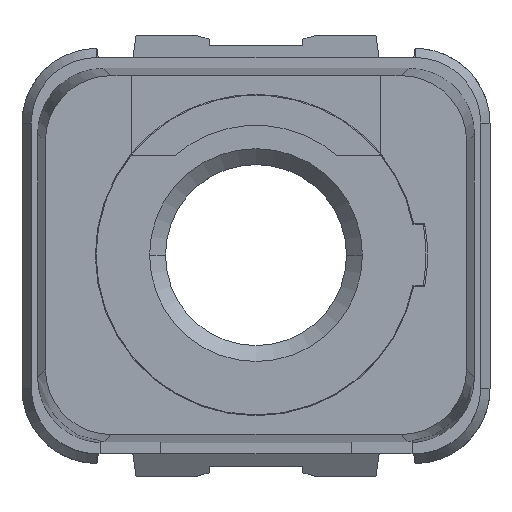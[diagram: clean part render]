
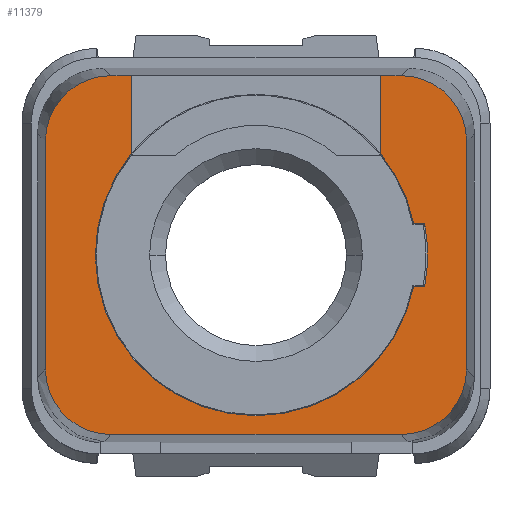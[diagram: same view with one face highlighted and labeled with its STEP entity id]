
A CAD part, top view. The second image highlights one B-rep face of the part: STEP entity #11379.
In plain terms, the highlighted planar face has unit normal (0, 0, 1).
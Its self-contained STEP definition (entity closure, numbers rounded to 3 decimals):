
#4063=DIRECTION('',(0.,-1.,0.));
#4064=VECTOR('',#4063,2.506);
#4065=CARTESIAN_POINT('',(4.,5.75,10.12));
#4066=LINE('',#4065,#4064);
#4067=DIRECTION('',(-1.,0.,0.));
#4068=VECTOR('',#4067,0.65);
#4069=CARTESIAN_POINT('',(4.65,5.75,10.12));
#4070=LINE('',#4069,#4068);
#4071=CARTESIAN_POINT('',(4.65,3.65,10.12));
#4072=DIRECTION('',(0.,0.,1.));
#4073=DIRECTION('',(1.,0.,0.));
#4074=AXIS2_PLACEMENT_3D('',#4071,#4072,#4073);
#4076=DIRECTION('',(0.,1.,0.));
#4077=VECTOR('',#4076,7.3);
#4078=CARTESIAN_POINT('',(6.75,-3.65,10.12));
#4079=LINE('',#4078,#4077);
#4080=CARTESIAN_POINT('',(4.65,-3.65,10.12));
#4081=DIRECTION('',(0.,0.,1.));
#4082=DIRECTION('',(0.,-1.,0.));
#4083=AXIS2_PLACEMENT_3D('',#4080,#4081,#4082);
#4085=DIRECTION('',(1.,0.,0.));
#4086=VECTOR('',#4085,9.3);
#4087=CARTESIAN_POINT('',(-4.65,-5.75,10.12));
#4088=LINE('',#4087,#4086);
#4089=CARTESIAN_POINT('',(-4.65,-3.65,10.12));
#4090=DIRECTION('',(0.,0.,1.));
#4091=DIRECTION('',(-1.,0.,0.));
#4092=AXIS2_PLACEMENT_3D('',#4089,#4090,#4091);
#4094=DIRECTION('',(0.,-1.,0.));
#4095=VECTOR('',#4094,7.3);
#4096=CARTESIAN_POINT('',(-6.75,3.65,10.12));
#4097=LINE('',#4096,#4095);
#4098=CARTESIAN_POINT('',(-4.65,3.65,10.12));
#4099=DIRECTION('',(0.,0.,1.));
#4100=DIRECTION('',(0.,1.,0.));
#4101=AXIS2_PLACEMENT_3D('',#4098,#4099,#4100);
#4103=DIRECTION('',(-1.,0.,0.));
#4104=VECTOR('',#4103,0.65);
#4105=CARTESIAN_POINT('',(-4.,5.75,10.12));
#4106=LINE('',#4105,#4104);
#4107=DIRECTION('',(0.,-1.,0.));
#4108=VECTOR('',#4107,2.506);
#4109=CARTESIAN_POINT('',(-4.,5.75,10.12));
#4110=LINE('',#4109,#4108);
#4111=CARTESIAN_POINT('',(0.,0.,10.12));
#4112=DIRECTION('',(0.,0.,1.));
#4113=DIRECTION('',(-0.777,0.63,0.));
#4114=AXIS2_PLACEMENT_3D('',#4111,#4112,#4113);
#4116=CARTESIAN_POINT('',(0.,0.,10.12));
#4117=DIRECTION('',(0.,0.,1.));
#4118=DIRECTION('',(0.,-1.,0.));
#4119=AXIS2_PLACEMENT_3D('',#4116,#4117,#4118);
#4121=DIRECTION('',(1.,0.,0.));
#4122=VECTOR('',#4121,0.356);
#4123=CARTESIAN_POINT('',(5.052,-1.,10.12));
#4124=LINE('',#4123,#4122);
#4125=CARTESIAN_POINT('',(0.,0.,10.12));
#4126=DIRECTION('',(0.,0.,1.));
#4127=DIRECTION('',(0.983,-0.182,0.));
#4128=AXIS2_PLACEMENT_3D('',#4125,#4126,#4127);
#4130=DIRECTION('',(-1.,0.,0.));
#4131=VECTOR('',#4130,0.356);
#4132=CARTESIAN_POINT('',(5.408,1.,10.12));
#4133=LINE('',#4132,#4131);
#4134=CARTESIAN_POINT('',(0.,0.,10.12));
#4135=DIRECTION('',(0.,0.,1.));
#4136=DIRECTION('',(0.981,0.194,0.));
#4137=AXIS2_PLACEMENT_3D('',#4134,#4135,#4136);
#5194=CARTESIAN_POINT('',(-6.75,3.65,10.12));
#5195=CARTESIAN_POINT('',(-6.75,-3.65,10.12));
#5196=VERTEX_POINT('',#5194);
#5197=VERTEX_POINT('',#5195);
#5198=CARTESIAN_POINT('',(-4.65,-5.75,10.12));
#5199=VERTEX_POINT('',#5198);
#5200=CARTESIAN_POINT('',(4.65,-5.75,10.12));
#5201=VERTEX_POINT('',#5200);
#5202=CARTESIAN_POINT('',(6.75,-3.65,10.12));
#5203=VERTEX_POINT('',#5202);
#5204=CARTESIAN_POINT('',(6.75,3.65,10.12));
#5205=VERTEX_POINT('',#5204);
#5206=CARTESIAN_POINT('',(4.65,5.75,10.12));
#5207=VERTEX_POINT('',#5206);
#5208=CARTESIAN_POINT('',(-4.65,5.75,10.12));
#5209=VERTEX_POINT('',#5208);
#5586=CARTESIAN_POINT('',(5.052,-1.,10.12));
#5587=CARTESIAN_POINT('',(5.408,-1.,10.12));
#5588=VERTEX_POINT('',#5586);
#5589=VERTEX_POINT('',#5587);
#5590=CARTESIAN_POINT('',(5.408,1.,10.12));
#5591=VERTEX_POINT('',#5590);
#5592=CARTESIAN_POINT('',(5.052,1.,10.12));
#5593=VERTEX_POINT('',#5592);
#5598=CARTESIAN_POINT('',(0.,-5.15,10.12));
#5599=VERTEX_POINT('',#5598);
#6205=CARTESIAN_POINT('',(4.,5.75,10.12));
#6206=CARTESIAN_POINT('',(4.,3.244,10.12));
#6207=VERTEX_POINT('',#6205);
#6208=VERTEX_POINT('',#6206);
#6209=CARTESIAN_POINT('',(-4.,5.75,10.12));
#6210=CARTESIAN_POINT('',(-4.,3.244,10.12));
#6211=VERTEX_POINT('',#6209);
#6212=VERTEX_POINT('',#6210);
#11342=CARTESIAN_POINT('',(0.,0.,10.12));
#11343=DIRECTION('',(0.,0.,1.));
#11344=DIRECTION('',(1.,0.,0.));
#11345=AXIS2_PLACEMENT_3D('',#11342,#11343,#11344);
#11346=PLANE('',#11345);
#11347=ORIENTED_EDGE('',*,*,#11328,.F.);
#11349=ORIENTED_EDGE('',*,*,#11348,.F.);
#11351=ORIENTED_EDGE('',*,*,#11350,.F.);
#11353=ORIENTED_EDGE('',*,*,#11352,.F.);
#11354=ORIENTED_EDGE('',*,*,#6489,.F.);
#11355=ORIENTED_EDGE('',*,*,#6369,.F.);
#11356=ORIENTED_EDGE('',*,*,#6337,.F.);
#11358=ORIENTED_EDGE('',*,*,#11357,.F.);
#11360=ORIENTED_EDGE('',*,*,#11359,.F.);
#11362=ORIENTED_EDGE('',*,*,#11361,.F.);
#11364=ORIENTED_EDGE('',*,*,#11363,.T.);
#11366=ORIENTED_EDGE('',*,*,#11365,.T.);
#11368=ORIENTED_EDGE('',*,*,#11367,.T.);
#11370=ORIENTED_EDGE('',*,*,#11369,.T.);
#11372=ORIENTED_EDGE('',*,*,#11371,.T.);
#11374=ORIENTED_EDGE('',*,*,#11373,.T.);
#11376=ORIENTED_EDGE('',*,*,#11375,.T.);
#11377=EDGE_LOOP('',(#11347,#11349,#11351,#11353,#11354,#11355,#11356,#11358,
#11360,#11362,#11364,#11366,#11368,#11370,#11372,#11374,#11376));
#11378=FACE_OUTER_BOUND('',#11377,.F.);
#11379=ADVANCED_FACE('',(#11378),#11346,.T.);
#4075=CIRCLE('',#4074,2.1);
#4084=CIRCLE('',#4083,2.1);
#4093=CIRCLE('',#4092,2.1);
#4102=CIRCLE('',#4101,2.1);
#4115=CIRCLE('',#4114,5.15);
#4120=CIRCLE('',#4119,5.15);
#4129=CIRCLE('',#4128,5.5);
#4138=CIRCLE('',#4137,5.15);
#6337=EDGE_CURVE('',#5197,#5199,#4093,.T.);
#6369=EDGE_CURVE('',#5199,#5201,#4088,.T.);
#6489=EDGE_CURVE('',#5201,#5203,#4084,.T.);
#11328=EDGE_CURVE('',#6207,#6208,#4066,.T.);
#11348=EDGE_CURVE('',#5207,#6207,#4070,.T.);
#11350=EDGE_CURVE('',#5205,#5207,#4075,.T.);
#11352=EDGE_CURVE('',#5203,#5205,#4079,.T.);
#11357=EDGE_CURVE('',#5196,#5197,#4097,.T.);
#11359=EDGE_CURVE('',#5209,#5196,#4102,.T.);
#11361=EDGE_CURVE('',#6211,#5209,#4106,.T.);
#11363=EDGE_CURVE('',#6211,#6212,#4110,.T.);
#11365=EDGE_CURVE('',#6212,#5599,#4115,.T.);
#11367=EDGE_CURVE('',#5599,#5588,#4120,.T.);
#11369=EDGE_CURVE('',#5588,#5589,#4124,.T.);
#11371=EDGE_CURVE('',#5589,#5591,#4129,.T.);
#11373=EDGE_CURVE('',#5591,#5593,#4133,.T.);
#11375=EDGE_CURVE('',#5593,#6208,#4138,.T.);
